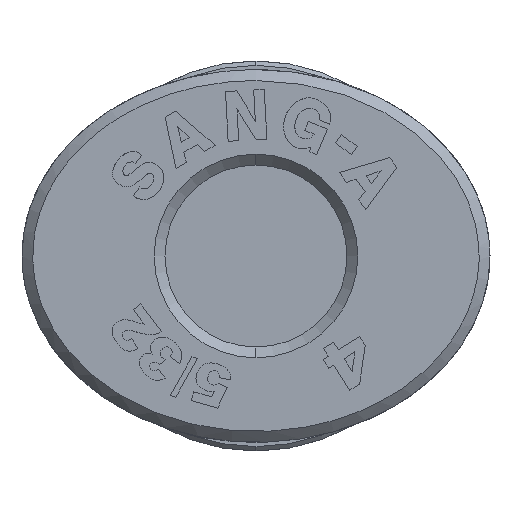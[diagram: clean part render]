
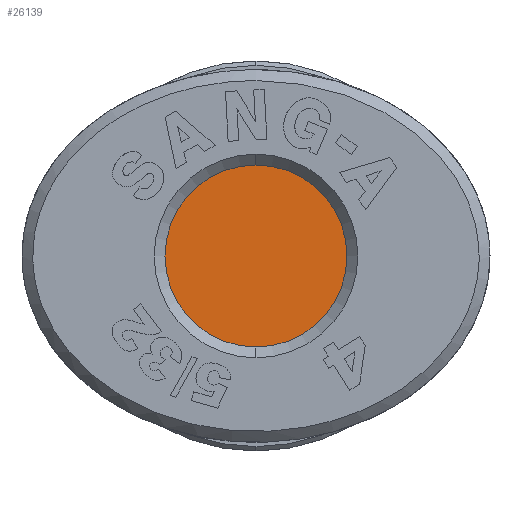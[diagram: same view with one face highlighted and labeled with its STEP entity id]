
A CAD part, left-side view. The second image highlights one B-rep face of the part: STEP entity #26139.
In plain terms, the highlighted planar face has unit normal (-1, 0, 0).
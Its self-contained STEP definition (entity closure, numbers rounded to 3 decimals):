
#393=CARTESIAN_POINT('',(2.5,0.,2.1));
#394=VERTEX_POINT('',#393);
#403=CARTESIAN_POINT('',(2.5,0.,-2.1));
#404=VERTEX_POINT('',#403);
#405=CARTESIAN_POINT('',(2.5,0.,0.0));
#406=DIRECTION('',(1.0,0.0,0.0));
#407=DIRECTION('',(0.0,0.0,1.0));
#408=AXIS2_PLACEMENT_3D('',#405,#406,#407);
#409=CIRCLE('',#408,2.1);
#410=EDGE_CURVE('',#394,#404,#409,.T.);
#26120=CARTESIAN_POINT('',(2.5,0.,0.0));
#26121=DIRECTION('',(1.0,0.0,0.0));
#26122=DIRECTION('',(0.0,0.0,1.0));
#26123=AXIS2_PLACEMENT_3D('',#26120,#26121,#26122);
#26124=CIRCLE('',#26123,2.1);
#26125=EDGE_CURVE('',#404,#394,#26124,.T.);
#26130=CARTESIAN_POINT('',(2.5,0.,0.0));
#26131=DIRECTION('',(1.0,0.0,0.0));
#26132=DIRECTION('',(0.0,0.0,1.0));
#26133=AXIS2_PLACEMENT_3D('',#26130,#26131,#26132);
#26134=PLANE('',#26133);
#26135=ORIENTED_EDGE('',*,*,#410,.F.);
#26136=ORIENTED_EDGE('',*,*,#26125,.F.);
#26137=EDGE_LOOP('',(#26135,#26136));
#26138=FACE_OUTER_BOUND('',#26137,.T.);
#26139=ADVANCED_FACE('',(#26138),#26134,.F.);
